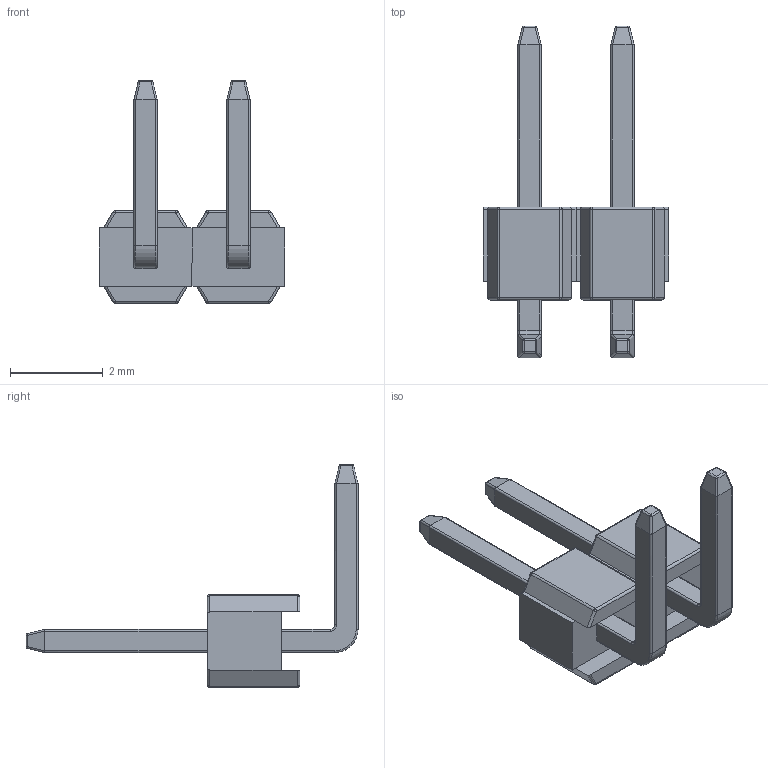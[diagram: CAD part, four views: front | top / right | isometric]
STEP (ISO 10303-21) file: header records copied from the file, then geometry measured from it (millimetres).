
FILE_DESCRIPTION (( 'STEP AP214' ), '1' );
FILE_NAME ('2PH1R-02-UA.STEP', '2019-04-10T13:41:36', ( '' ), ( '' ), 'SwSTEP 2.0', 'SolidWorks 2014', '' );
FILE_SCHEMA (( 'AUTOMOTIVE_DESIGN' ));
Length unit declared in the file: millimetre
Products named in the file (1): 2PH1R-02-UA
Bounding box: 4 x 7.15 x 4.8 mm (x, y, z)
Volume: 17.1 mm3; surface area: 91.1 mm2
Topology: 6 solids, 6 shells, 236 faces, 568 edges, 336 vertices
Faces by surface type: cylinder 108, plane 88, torus 24, sphere 16
Entity records: 6779 total; most frequent: CARTESIAN_POINT 1325, DIRECTION 1154, ORIENTED_EDGE 1120, EDGE_CURVE 560, AXIS2_PLACEMENT_3D 421, VERTEX_POINT 336, LINE 312, VECTOR 312
